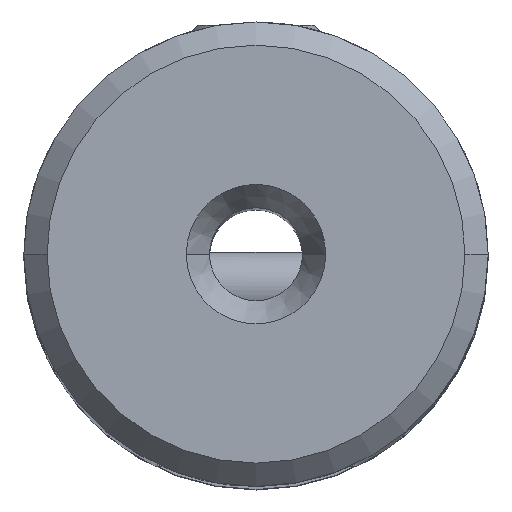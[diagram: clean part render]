
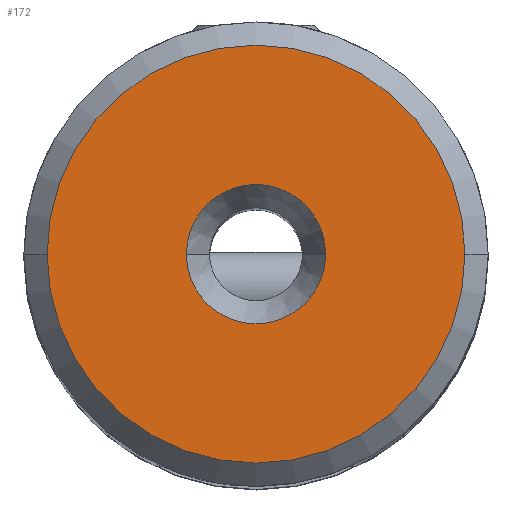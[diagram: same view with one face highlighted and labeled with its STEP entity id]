
A CAD part, top view. The second image highlights one B-rep face of the part: STEP entity #172.
In plain terms, the highlighted planar face has unit normal (0, 0, 1).
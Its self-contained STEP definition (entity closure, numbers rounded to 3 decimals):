
#42=PLANE('',#1843);
#83=FACE_BOUND('',#414,.T.);
#84=FACE_BOUND('',#415,.T.);
#172=ADVANCED_FACE('',(#83,#84),#42,.F.);
#414=EDGE_LOOP('',(#893,#894));
#415=EDGE_LOOP('',(#895,#896));
#893=ORIENTED_EDGE('',*,*,#1391,.F.);
#894=ORIENTED_EDGE('',*,*,#1504,.F.);
#895=ORIENTED_EDGE('',*,*,#1389,.T.);
#896=ORIENTED_EDGE('',*,*,#1505,.T.);
#1221=VERTEX_POINT('',#2629);
#1222=VERTEX_POINT('',#2631);
#1223=VERTEX_POINT('',#2635);
#1224=VERTEX_POINT('',#2636);
#1389=EDGE_CURVE('',#1222,#1221,#1626,.T.);
#1391=EDGE_CURVE('',#1223,#1224,#1627,.T.);
#1504=EDGE_CURVE('',#1224,#1223,#1665,.T.);
#1505=EDGE_CURVE('',#1221,#1222,#1666,.T.);
#1626=CIRCLE('',#1774,3.);
#1627=CIRCLE('',#1776,8.993);
#1665=CIRCLE('',#1840,8.993);
#1666=CIRCLE('',#1842,3.);
#1774=AXIS2_PLACEMENT_3D('',#2630,#2036,#2037);
#1776=AXIS2_PLACEMENT_3D('',#2634,#2041,#2042);
#1840=AXIS2_PLACEMENT_3D('',#3170,#2215,#2216);
#1842=AXIS2_PLACEMENT_3D('',#3172,#2219,#2220);
#1843=AXIS2_PLACEMENT_3D('',#3173,#2221,#2222);
#2036=DIRECTION('',(0.,0.,-1.));
#2037=DIRECTION('',(-1.,0.,0.));
#2041=DIRECTION('',(0.,0.,-1.));
#2042=DIRECTION('',(-1.,0.,0.));
#2215=DIRECTION('',(0.,0.,-1.));
#2216=DIRECTION('',(-1.,0.,0.));
#2219=DIRECTION('',(0.,0.,-1.));
#2220=DIRECTION('',(-1.,0.,0.));
#2221=DIRECTION('',(0.,0.,-1.));
#2222=DIRECTION('',(1.,0.,0.));
#2629=CARTESIAN_POINT('',(-3.,0.,0.));
#2630=CARTESIAN_POINT('',(0.,0.,0.));
#2631=CARTESIAN_POINT('',(3.,0.,0.));
#2634=CARTESIAN_POINT('',(0.,0.,0.));
#2635=CARTESIAN_POINT('',(-8.993,0.,0.));
#2636=CARTESIAN_POINT('',(8.993,0.,0.));
#3170=CARTESIAN_POINT('',(0.,0.,0.));
#3172=CARTESIAN_POINT('',(0.,0.,0.));
#3173=CARTESIAN_POINT('',(0.,3.,0.));
